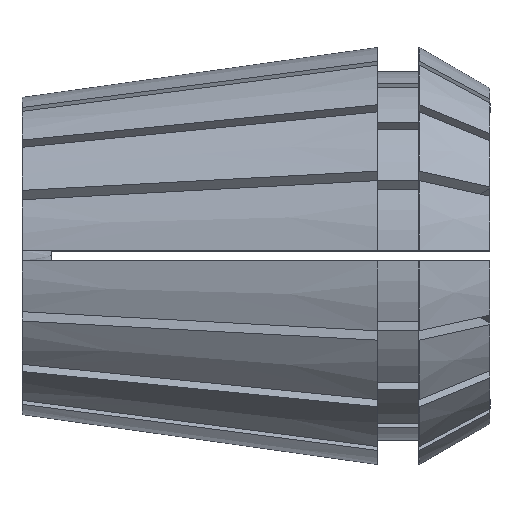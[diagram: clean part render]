
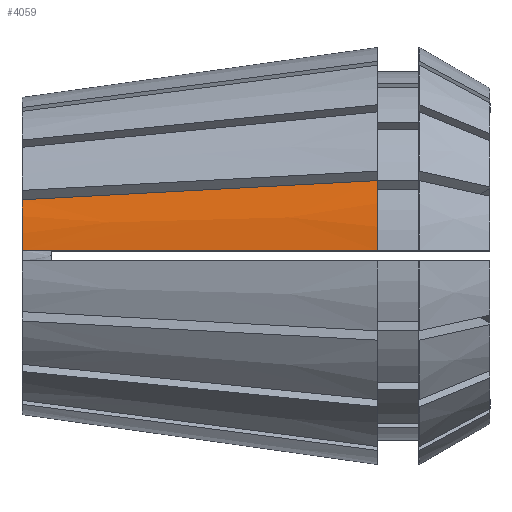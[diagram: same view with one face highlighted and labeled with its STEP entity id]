
A CAD part, top view. The second image highlights one B-rep face of the part: STEP entity #4059.
In plain terms, the highlighted conical face has half-angle 8 degrees and reference radius 20.5 mm.
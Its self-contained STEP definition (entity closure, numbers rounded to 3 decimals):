
#76 = DIRECTION ( 'NONE',  ( 0., 0., 1. ) ) ;
#91 = EDGE_CURVE ( 'NONE', #4018, #3003, #984, .T. ) ;
#254 = CARTESIAN_POINT ( 'NONE',  ( 0., 5.503, 14.592 ) ) ;
#287 = EDGE_CURVE ( 'NONE', #3094, #3003, #5110, .T. ) ;
#393 = DIRECTION ( 'NONE',  ( -1., 0., 0. ) ) ;
#505 = AXIS2_PLACEMENT_3D ( 'NONE', #1931, #3207, #76 ) ;
#689 = CARTESIAN_POINT ( 'NONE',  ( 34.9, 0.5, 20.494 ) ) ;
#846 = CARTESIAN_POINT ( 'NONE',  ( 33.268, 0.5, 20.265 ) ) ;
#890 = ORIENTED_EDGE ( 'NONE', *, *, #2065, .F. ) ;
#979 = CARTESIAN_POINT ( 'NONE',  ( 34.9, 7.381, 19.126 ) ) ;
#984 = CIRCLE ( 'NONE', #505, 15.595 ) ;
#1080 = FACE_OUTER_BOUND ( 'NONE', #3605, .T. ) ;
#1151 = CARTESIAN_POINT ( 'NONE',  ( 0., 5.503, 14.592 ) ) ;
#1251 = DIRECTION ( 'NONE',  ( 0., 0., -1. ) ) ;
#1255 = VERTEX_POINT ( 'NONE', #689 ) ;
#1283 = CARTESIAN_POINT ( 'NONE',  ( 23.065, 0.5, 18.83 ) ) ;
#1494 = AXIS2_PLACEMENT_3D ( 'NONE', #3907, #2576, #1251 ) ;
#1731 = CARTESIAN_POINT ( 'NONE',  ( 4.29, 0.5, 16.191 ) ) ;
#1931 = CARTESIAN_POINT ( 'NONE',  ( 0., 0., 0. ) ) ;
#2065 = EDGE_CURVE ( 'NONE', #1255, #4018, #3399, .T. ) ;
#2077 = ORIENTED_EDGE ( 'NONE', *, *, #3405, .T. ) ;
#2157 = CONICAL_SURFACE ( 'NONE', #1494, 20.5, 0.14 ) ;
#2179 = CARTESIAN_POINT ( 'NONE',  ( 34.9, 0.5, 20.494 ) ) ;
#2197 = CARTESIAN_POINT ( 'NONE',  ( 1.43, 0.5, 15.789 ) ) ;
#2576 = DIRECTION ( 'NONE',  ( 1., 0., 0. ) ) ;
#2880 = ORIENTED_EDGE ( 'NONE', *, *, #287, .T. ) ;
#3003 = VERTEX_POINT ( 'NONE', #1151 ) ;
#3084 = CARTESIAN_POINT ( 'NONE',  ( 34.9, 0., 0. ) ) ;
#3094 = VERTEX_POINT ( 'NONE', #3817 ) ;
#3177 = CARTESIAN_POINT ( 'NONE',  ( 11.633, 6.129, 16.104 ) ) ;
#3207 = DIRECTION ( 'NONE',  ( -1., 0., 0. ) ) ;
#3399 = B_SPLINE_CURVE_WITH_KNOTS ( 'NONE', 3,
 ( #2179, #4812, #846, #3947, #1283, #4414, #1731, #4843, #2197, #5295 ),
 .UNSPECIFIED., .F., .F.,
 ( 4, 3, 3, 4 ),
 ( 0.076, 0.079, 0.107, 0.111 ),
 .UNSPECIFIED. ) ;
#3405 = EDGE_CURVE ( 'NONE', #1255, #3094, #5478, .T. ) ;
#3534 = DIRECTION ( 'NONE',  ( 0., 0., 1. ) ) ;
#3605 = EDGE_LOOP ( 'NONE', ( #2077, #2880, #4937, #890 ) ) ;
#3817 = CARTESIAN_POINT ( 'NONE',  ( 34.9, 7.381, 19.126 ) ) ;
#3907 = CARTESIAN_POINT ( 'NONE',  ( 34.9, 0., 0. ) ) ;
#3947 = CARTESIAN_POINT ( 'NONE',  ( 32.452, 0.5, 20.15 ) ) ;
#4018 = VERTEX_POINT ( 'NONE', #5193 ) ;
#4059 = ADVANCED_FACE ( 'NONE', ( #1080 ), #2157, .T. ) ;
#4224 = AXIS2_PLACEMENT_3D ( 'NONE', #3084, #393, #3534 ) ;
#4414 = CARTESIAN_POINT ( 'NONE',  ( 13.678, 0.5, 17.511 ) ) ;
#4812 = CARTESIAN_POINT ( 'NONE',  ( 34.084, 0.5, 20.38 ) ) ;
#4843 = CARTESIAN_POINT ( 'NONE',  ( 2.86, 0.5, 15.99 ) ) ;
#4937 = ORIENTED_EDGE ( 'NONE', *, *, #91, .F. ) ;
#5067 = CARTESIAN_POINT ( 'NONE',  ( 23.267, 6.755, 17.615 ) ) ;
#5110 = B_SPLINE_CURVE_WITH_KNOTS ( 'NONE', 3,
 ( #979, #5067, #3177, #254 ),
 .UNSPECIFIED., .F., .F.,
 ( 4, 4 ),
 ( 0., 0.035 ),
 .UNSPECIFIED. ) ;
#5193 = CARTESIAN_POINT ( 'NONE',  ( 0., 0.5, 15.587 ) ) ;
#5295 = CARTESIAN_POINT ( 'NONE',  ( 0., 0.5, 15.587 ) ) ;
#5478 = CIRCLE ( 'NONE', #4224, 20.5 ) ;
